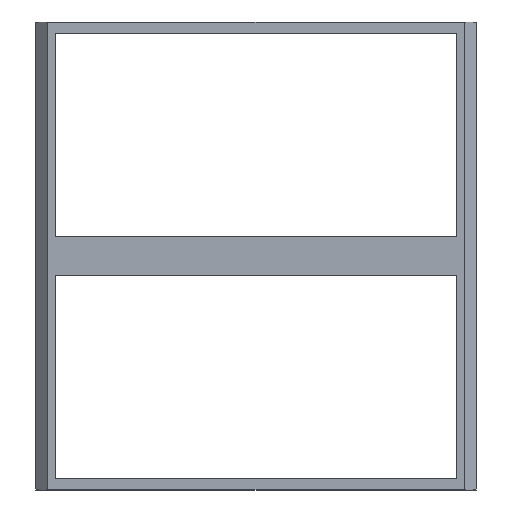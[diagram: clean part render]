
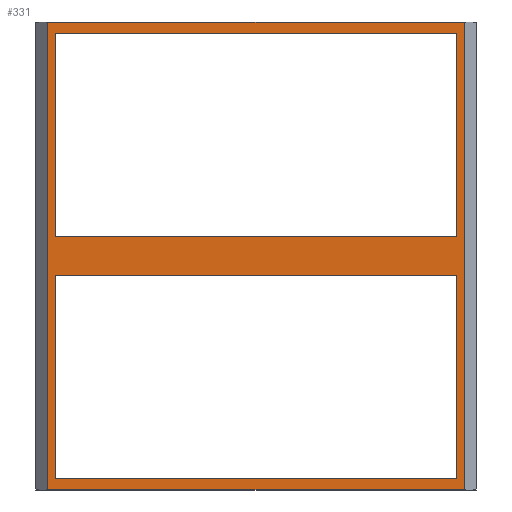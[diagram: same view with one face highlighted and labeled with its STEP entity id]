
A CAD part, top view. The second image highlights one B-rep face of the part: STEP entity #331.
In plain terms, the highlighted planar face has unit normal (0, 0, 1).
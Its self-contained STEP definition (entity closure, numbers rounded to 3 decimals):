
#76=FACE_BOUND('',#96,.T.);
#77=FACE_BOUND('',#97,.T.);
#81=FACE_OUTER_BOUND('',#95,.T.);
#95=EDGE_LOOP('',(#248,#249,#250,#251));
#96=EDGE_LOOP('',(#252,#253,#254,#255));
#97=EDGE_LOOP('',(#256,#257,#258,#259));
#113=LINE('',#489,#149);
#116=LINE('',#495,#152);
#117=LINE('',#497,#153);
#118=LINE('',#498,#154);
#119=LINE('',#501,#155);
#120=LINE('',#503,#156);
#121=LINE('',#505,#157);
#122=LINE('',#506,#158);
#123=LINE('',#509,#159);
#124=LINE('',#511,#160);
#125=LINE('',#513,#161);
#126=LINE('',#514,#162);
#149=VECTOR('',#396,10.);
#152=VECTOR('',#401,10.);
#153=VECTOR('',#402,10.);
#154=VECTOR('',#403,10.);
#155=VECTOR('',#404,10.);
#156=VECTOR('',#405,10.);
#157=VECTOR('',#406,10.);
#158=VECTOR('',#407,10.);
#159=VECTOR('',#408,10.);
#160=VECTOR('',#409,10.);
#161=VECTOR('',#410,10.);
#162=VECTOR('',#411,10.);
#185=VERTEX_POINT('',#486);
#186=VERTEX_POINT('',#488);
#188=VERTEX_POINT('',#494);
#189=VERTEX_POINT('',#496);
#190=VERTEX_POINT('',#499);
#191=VERTEX_POINT('',#500);
#192=VERTEX_POINT('',#502);
#193=VERTEX_POINT('',#504);
#194=VERTEX_POINT('',#507);
#195=VERTEX_POINT('',#508);
#196=VERTEX_POINT('',#510);
#197=VERTEX_POINT('',#512);
#209=EDGE_CURVE('',#185,#186,#113,.T.);
#212=EDGE_CURVE('',#185,#188,#116,.T.);
#213=EDGE_CURVE('',#189,#188,#117,.T.);
#214=EDGE_CURVE('',#189,#186,#118,.T.);
#215=EDGE_CURVE('',#190,#191,#119,.T.);
#216=EDGE_CURVE('',#191,#192,#120,.T.);
#217=EDGE_CURVE('',#192,#193,#121,.T.);
#218=EDGE_CURVE('',#193,#190,#122,.T.);
#219=EDGE_CURVE('',#194,#195,#123,.T.);
#220=EDGE_CURVE('',#195,#196,#124,.T.);
#221=EDGE_CURVE('',#196,#197,#125,.T.);
#222=EDGE_CURVE('',#197,#194,#126,.T.);
#248=ORIENTED_EDGE('',*,*,#209,.F.);
#249=ORIENTED_EDGE('',*,*,#212,.T.);
#250=ORIENTED_EDGE('',*,*,#213,.F.);
#251=ORIENTED_EDGE('',*,*,#214,.T.);
#252=ORIENTED_EDGE('',*,*,#215,.T.);
#253=ORIENTED_EDGE('',*,*,#216,.T.);
#254=ORIENTED_EDGE('',*,*,#217,.T.);
#255=ORIENTED_EDGE('',*,*,#218,.T.);
#256=ORIENTED_EDGE('',*,*,#219,.T.);
#257=ORIENTED_EDGE('',*,*,#220,.T.);
#258=ORIENTED_EDGE('',*,*,#221,.T.);
#259=ORIENTED_EDGE('',*,*,#222,.T.);
#317=PLANE('',#365);
#331=ADVANCED_FACE('',(#81,#76,#77),#317,.T.);
#365=AXIS2_PLACEMENT_3D('',#493,#399,#400);
#396=DIRECTION('',(0.,-1.,0.));
#399=DIRECTION('center_axis',(0.,0.,1.));
#400=DIRECTION('ref_axis',(1.,0.,0.));
#401=DIRECTION('',(-1.,0.,0.));
#402=DIRECTION('',(0.,1.,0.));
#403=DIRECTION('',(1.,0.,0.));
#404=DIRECTION('',(1.,0.,0.));
#405=DIRECTION('',(0.,-1.,0.));
#406=DIRECTION('',(-1.,0.,0.));
#407=DIRECTION('',(0.,1.,0.));
#408=DIRECTION('',(1.,0.,0.));
#409=DIRECTION('',(0.,-1.,0.));
#410=DIRECTION('',(-1.,0.,0.));
#411=DIRECTION('',(0.,1.,0.));
#486=CARTESIAN_POINT('',(53.,59.5,3.));
#488=CARTESIAN_POINT('',(53.,-59.5,3.));
#489=CARTESIAN_POINT('',(53.,-29.75,3.));
#493=CARTESIAN_POINT('Origin',(0.,0.,
3.));
#494=CARTESIAN_POINT('',(-53.,59.5,3.));
#495=CARTESIAN_POINT('',(56.,59.5,3.));
#496=CARTESIAN_POINT('',(-53.,-59.5,3.));
#497=CARTESIAN_POINT('',(-53.,29.75,3.));
#498=CARTESIAN_POINT('',(-56.,-59.5,3.));
#499=CARTESIAN_POINT('',(-51.,-5.,3.));
#500=CARTESIAN_POINT('',(51.,-5.,3.));
#501=CARTESIAN_POINT('',(-51.,-5.,3.));
#502=CARTESIAN_POINT('',(51.,-56.5,3.));
#503=CARTESIAN_POINT('',(51.,-5.,3.));
#504=CARTESIAN_POINT('',(-51.,-56.5,3.));
#505=CARTESIAN_POINT('',(51.,-56.5,3.));
#506=CARTESIAN_POINT('',(-51.,-56.5,3.));
#507=CARTESIAN_POINT('',(-51.,56.5,3.));
#508=CARTESIAN_POINT('',(51.,56.5,3.));
#509=CARTESIAN_POINT('',(-51.,56.5,3.));
#510=CARTESIAN_POINT('',(51.,5.,3.));
#511=CARTESIAN_POINT('',(51.,56.5,3.));
#512=CARTESIAN_POINT('',(-51.,5.,3.));
#513=CARTESIAN_POINT('',(51.,5.,3.));
#514=CARTESIAN_POINT('',(-51.,5.,3.));
